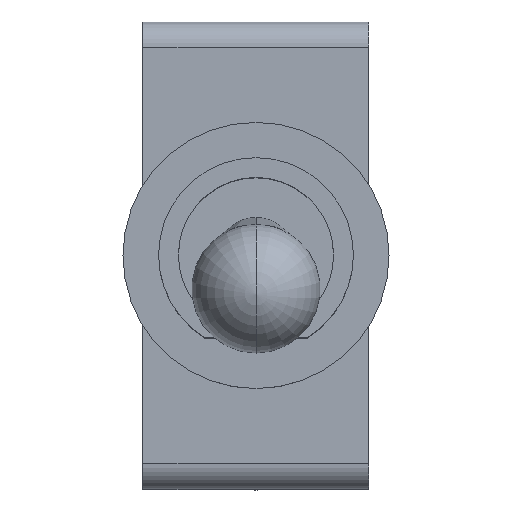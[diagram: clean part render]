
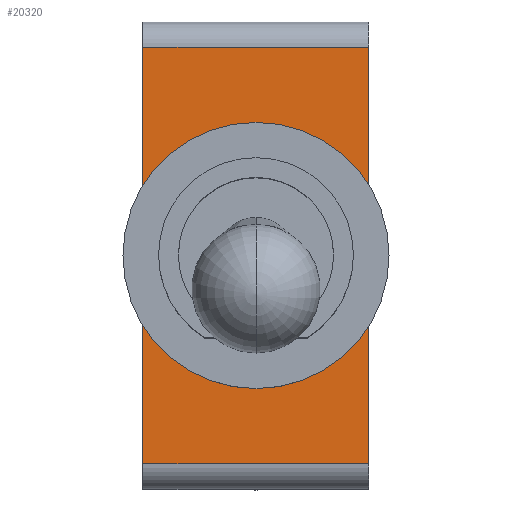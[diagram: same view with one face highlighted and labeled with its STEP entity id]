
A CAD part, top view. The second image highlights one B-rep face of the part: STEP entity #20320.
In plain terms, the highlighted planar face has unit normal (0, 0, 1).
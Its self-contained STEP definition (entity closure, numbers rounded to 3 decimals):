
#1185 = LINE ( 'NONE', #17524, #14627 ) ;
#1278 = DIRECTION ( 'NONE',  ( 0., 1., 0. ) ) ;
#2437 = VERTEX_POINT ( 'NONE', #19005 ) ;
#2883 = CARTESIAN_POINT ( 'NONE',  ( 0., 0., 8.52 ) ) ;
#3184 = ORIENTED_EDGE ( 'NONE', *, *, #17308, .F. ) ;
#3386 = FACE_OUTER_BOUND ( 'NONE', #18313, .T. ) ;
#4035 = ORIENTED_EDGE ( 'NONE', *, *, #9179, .T. ) ;
#5155 = DIRECTION ( 'NONE',  ( 0., 1., 0. ) ) ;
#5278 = VERTEX_POINT ( 'NONE', #6154 ) ;
#5301 = DIRECTION ( 'NONE',  ( -1., 0., 0. ) ) ;
#5474 = EDGE_CURVE ( 'NONE', #8997, #6876, #6775, .T. ) ;
#6154 = CARTESIAN_POINT ( 'NONE',  ( -2.55, -4.695, 8.52 ) ) ;
#6270 = VECTOR ( 'NONE', #1278, 1000. ) ;
#6464 = CARTESIAN_POINT ( 'NONE',  ( 2.54, -4.695, 8.52 ) ) ;
#6775 = LINE ( 'NONE', #19454, #15443 ) ;
#6876 = VERTEX_POINT ( 'NONE', #19699 ) ;
#6893 = ORIENTED_EDGE ( 'NONE', *, *, #13214, .T. ) ;
#7731 = DIRECTION ( 'NONE',  ( 1., 0., 0. ) ) ;
#8709 = VECTOR ( 'NONE', #5301, 1000. ) ;
#8997 = VERTEX_POINT ( 'NONE', #6464 ) ;
#9179 = EDGE_CURVE ( 'NONE', #5278, #8997, #1185, .T. ) ;
#9349 = DIRECTION ( 'NONE',  ( 0., 0., 1. ) ) ;
#11545 = DIRECTION ( 'NONE',  ( 1., 0., 0. ) ) ;
#12224 = CARTESIAN_POINT ( 'NONE',  ( -2.55, -4.065, 8.52 ) ) ;
#13214 = EDGE_CURVE ( 'NONE', #6876, #2437, #15095, .T. ) ;
#14627 = VECTOR ( 'NONE', #7731, 1000. ) ;
#15095 = LINE ( 'NONE', #18735, #8709 ) ;
#15443 = VECTOR ( 'NONE', #5155, 1000. ) ;
#16992 = AXIS2_PLACEMENT_3D ( 'NONE', #2883, #9349, #11545 ) ;
#17308 = EDGE_CURVE ( 'NONE', #5278, #2437, #20411, .T. ) ;
#17524 = CARTESIAN_POINT ( 'NONE',  ( -2.55, -4.695, 8.52 ) ) ;
#18313 = EDGE_LOOP ( 'NONE', ( #21023, #6893, #3184, #4035 ) ) ;
#18735 = CARTESIAN_POINT ( 'NONE',  ( 2.54, 4.695, 8.52 ) ) ;
#19005 = CARTESIAN_POINT ( 'NONE',  ( -2.55, 4.695, 8.52 ) ) ;
#19454 = CARTESIAN_POINT ( 'NONE',  ( 2.54, 4.065, 8.52 ) ) ;
#19699 = CARTESIAN_POINT ( 'NONE',  ( 2.54, 4.695, 8.52 ) ) ;
#19712 = PLANE ( 'NONE',  #16992 ) ;
#20320 = ADVANCED_FACE ( 'NONE', ( #3386 ), #19712, .T. ) ;
#20411 = LINE ( 'NONE', #12224, #6270 ) ;
#21023 = ORIENTED_EDGE ( 'NONE', *, *, #5474, .T. ) ;
